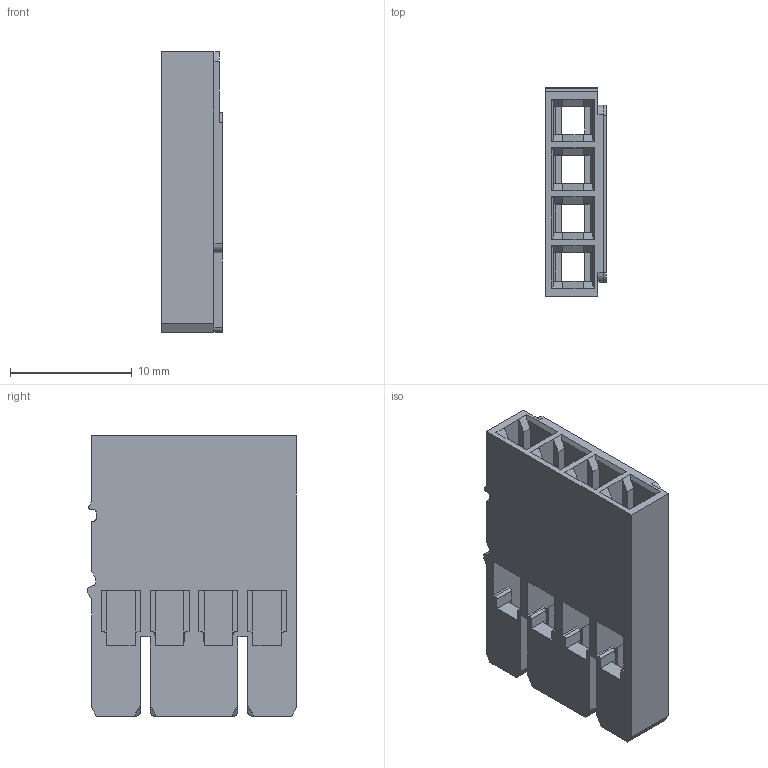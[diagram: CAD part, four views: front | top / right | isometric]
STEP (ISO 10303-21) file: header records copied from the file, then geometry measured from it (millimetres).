
FILE_DESCRIPTION(('CATIA V5 STEP Exchange','CAx-IF Rec.Pracs.--- Model Styling and Organization---1.4--- 2014-01-23'),'2;1');
FILE_NAME ('018952-2_1', '2021-08-11T08:30:39+00:00', ('none'), ('Weidmueller'), 'CATIA Version 5-6 Release 2016 SP3 HF44', 'CATIA V5 STEP AP214', 'none');
FILE_SCHEMA(('AUTOMOTIVE_DESIGN { 1 0 10303 214 1 1 1 1 }'));
Length unit declared in the file: millimetre
Products named in the file (1): STGH 4 ZRV1.5
Bounding box: 5 x 17.13 x 23 mm (x, y, z)
Volume: 932.2 mm3; surface area: 2211.9 mm2
Topology: 1 solids, 1 shells, 301 faces, 916 edges, 610 vertices
Faces by surface type: plane 269, cylinder 32
Entity records: 10055 total; most frequent: ORIENTED_EDGE 1832, CARTESIAN_POINT 1804, DIRECTION 1356, EDGE_CURVE 916, VECTOR 851, LINE 851, VERTEX_POINT 610, EDGE_LOOP 310
